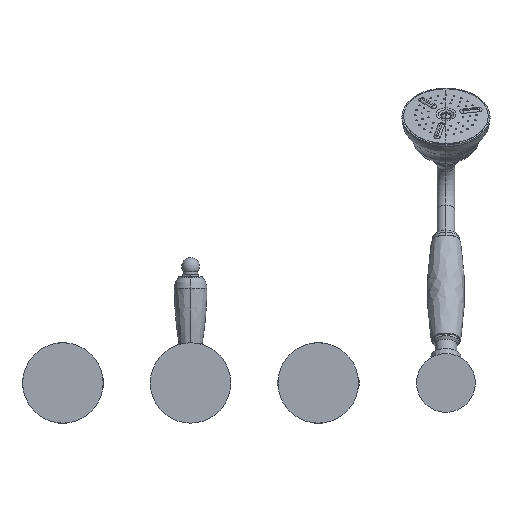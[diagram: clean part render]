
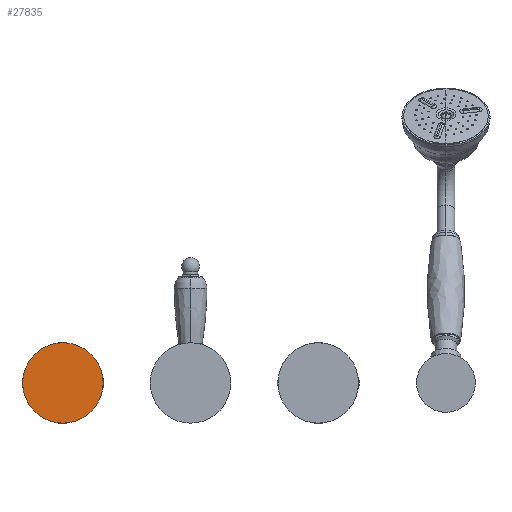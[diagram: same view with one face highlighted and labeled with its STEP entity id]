
A CAD part, front view. The second image highlights one B-rep face of the part: STEP entity #27835.
In plain terms, the highlighted planar face has unit normal (0, -1, 0).
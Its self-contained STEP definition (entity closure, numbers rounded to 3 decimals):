
#20515=CARTESIAN_POINT('',(-100.,-25.2,0.));
#20516=DIRECTION('',(0.,1.,0.));
#20517=DIRECTION('',(0.,0.,-1.));
#20518=AXIS2_PLACEMENT_3D('',#20515,#20516,#20517);
#20520=CARTESIAN_POINT('',(-100.,-25.2,0.));
#20521=DIRECTION('',(0.,-1.,0.));
#20522=DIRECTION('',(0.,0.,-1.));
#20523=AXIS2_PLACEMENT_3D('',#20520,#20521,#20522);
#24634=CARTESIAN_POINT('',(-100.,-25.2,-31.5));
#24636=VERTEX_POINT('',#24634);
#24638=CARTESIAN_POINT('',(-100.,-25.2,31.5));
#24640=VERTEX_POINT('',#24638);
#27826=CARTESIAN_POINT('',(-100.,-25.2,0.));
#27827=DIRECTION('',(0.,-1.,0.));
#27828=DIRECTION('',(0.,0.,1.));
#27829=AXIS2_PLACEMENT_3D('',#27826,#27827,#27828);
#27830=PLANE('',#27829);
#27831=ORIENTED_EDGE('',*,*,#27794,.T.);
#27832=ORIENTED_EDGE('',*,*,#27812,.F.);
#27833=EDGE_LOOP('',(#27831,#27832));
#27834=FACE_OUTER_BOUND('',#27833,.F.);
#27835=ADVANCED_FACE('',(#27834),#27830,.T.);
#20519=CIRCLE('',#20518,31.5);
#20524=CIRCLE('',#20523,31.5);
#27794=EDGE_CURVE('',#24636,#24640,#20519,.T.);
#27812=EDGE_CURVE('',#24636,#24640,#20524,.T.);
